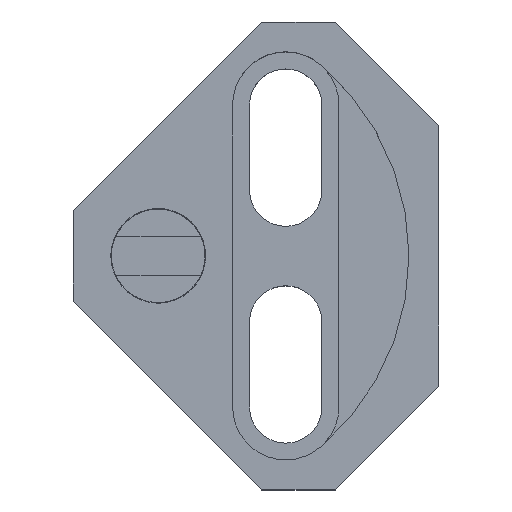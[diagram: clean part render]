
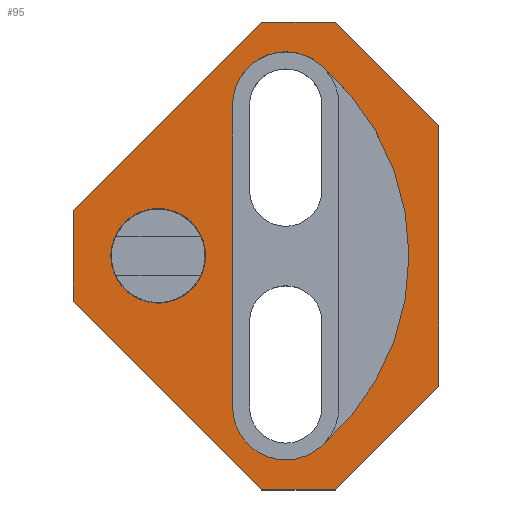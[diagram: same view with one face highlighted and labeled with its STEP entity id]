
A CAD part, top view. The second image highlights one B-rep face of the part: STEP entity #95.
In plain terms, the highlighted planar face has unit normal (0, 0, 1).
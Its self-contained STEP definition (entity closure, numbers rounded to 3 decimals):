
#95=ADVANCED_FACE('',(#238,#239,#240),#241,.T.);
#238=FACE_BOUND('',#433,.T.);
#239=FACE_BOUND('',#434,.T.);
#240=FACE_OUTER_BOUND('',#435,.T.);
#241=PLANE('',#436);
#433=EDGE_LOOP('',(#672,#673,#674,#675));
#434=EDGE_LOOP('',(#676,#677));
#435=EDGE_LOOP('',(#678,#679,#680,#681,#682,#683,#684,#685));
#436=AXIS2_PLACEMENT_3D('',#686,#687,#688);
#672=ORIENTED_EDGE('',*,*,#1220,.T.);
#673=ORIENTED_EDGE('',*,*,#1221,.T.);
#674=ORIENTED_EDGE('',*,*,#1222,.T.);
#675=ORIENTED_EDGE('',*,*,#1223,.T.);
#676=ORIENTED_EDGE('',*,*,#1213,.T.);
#677=ORIENTED_EDGE('',*,*,#1224,.T.);
#678=ORIENTED_EDGE('',*,*,#1225,.T.);
#679=ORIENTED_EDGE('',*,*,#1226,.F.);
#680=ORIENTED_EDGE('',*,*,#1227,.F.);
#681=ORIENTED_EDGE('',*,*,#1228,.F.);
#682=ORIENTED_EDGE('',*,*,#1229,.F.);
#683=ORIENTED_EDGE('',*,*,#1230,.F.);
#684=ORIENTED_EDGE('',*,*,#1231,.F.);
#685=ORIENTED_EDGE('',*,*,#1232,.F.);
#686=CARTESIAN_POINT('',(28.995,0.0,39.7));
#687=DIRECTION('',(0.0,0.0,1.0));
#688=DIRECTION('',(1.0,0.0,0.0));
#1213=EDGE_CURVE('',#1467,#1470,#1472,.T.);
#1220=EDGE_CURVE('',#1482,#1483,#1484,.T.);
#1221=EDGE_CURVE('',#1483,#1485,#1486,.T.);
#1222=EDGE_CURVE('',#1485,#1487,#1488,.T.);
#1223=EDGE_CURVE('',#1487,#1482,#1489,.T.);
#1224=EDGE_CURVE('',#1470,#1467,#1490,.T.);
#1225=EDGE_CURVE('',#1491,#1492,#1493,.T.);
#1226=EDGE_CURVE('',#1494,#1492,#1495,.T.);
#1227=EDGE_CURVE('',#1496,#1494,#1497,.T.);
#1228=EDGE_CURVE('',#1498,#1496,#1499,.T.);
#1229=EDGE_CURVE('',#1500,#1498,#1501,.T.);
#1230=EDGE_CURVE('',#1502,#1500,#1503,.T.);
#1231=EDGE_CURVE('',#1504,#1502,#1505,.T.);
#1232=EDGE_CURVE('',#1491,#1504,#1506,.T.);
#1467=VERTEX_POINT('',#1815);
#1470=VERTEX_POINT('',#1819);
#1472=CIRCLE('',#1822,11.147);
#1482=VERTEX_POINT('',#1834);
#1483=VERTEX_POINT('',#1835);
#1484=CIRCLE('',#1836,58.978);
#1485=VERTEX_POINT('',#1837);
#1486=CIRCLE('',#1838,12.5);
#1487=VERTEX_POINT('',#1839);
#1488=LINE('',#1840,#1841);
#1489=CIRCLE('',#1842,12.5);
#1490=CIRCLE('',#1843,11.147);
#1491=VERTEX_POINT('',#1844);
#1492=VERTEX_POINT('',#1845);
#1493=LINE('',#1846,#1847);
#1494=VERTEX_POINT('',#1848);
#1495=LINE('',#1849,#1850);
#1496=VERTEX_POINT('',#1851);
#1497=LINE('',#1852,#1853);
#1498=VERTEX_POINT('',#1854);
#1499=LINE('',#1855,#1856);
#1500=VERTEX_POINT('',#1857);
#1501=LINE('',#1858,#1859);
#1502=VERTEX_POINT('',#1860);
#1503=LINE('',#1861,#1862);
#1504=VERTEX_POINT('',#1863);
#1505=LINE('',#1864,#1865);
#1506=LINE('',#1866,#1867);
#1815=CARTESIAN_POINT('',(11.147,0.,39.7));
#1819=CARTESIAN_POINT('',(-11.147,0.,39.7));
#1822=AXIS2_PLACEMENT_3D('',#2236,#2237,#2238);
#1834=CARTESIAN_POINT('',(38.068,45.047,39.7));
#1835=CARTESIAN_POINT('',(38.068,-45.047,39.7));
#1836=AXIS2_PLACEMENT_3D('',#2247,#2248,#2249);
#1837=CARTESIAN_POINT('',(17.5,-35.5,39.7));
#1838=AXIS2_PLACEMENT_3D('',#2250,#2251,#2252);
#1839=CARTESIAN_POINT('',(17.5,35.5,39.7));
#1840=CARTESIAN_POINT('',(17.5,-17.75,39.7));
#1841=VECTOR('',#2253,10.0);
#1842=AXIS2_PLACEMENT_3D('',#2254,#2255,#2256);
#1843=AXIS2_PLACEMENT_3D('',#2257,#2258,#2259);
#1844=CARTESIAN_POINT('',(66.,-30.64,39.7));
#1845=CARTESIAN_POINT('',(66.,30.64,39.7));
#1846=CARTESIAN_POINT('',(66.,-13.5,39.7));
#1847=VECTOR('',#2260,10.0);
#1848=CARTESIAN_POINT('',(41.64,55.,39.7));
#1849=CARTESIAN_POINT('',(50.855,45.785,39.7));
#1850=VECTOR('',#2261,10.0);
#1851=CARTESIAN_POINT('',(24.36,55.,39.7));
#1852=CARTESIAN_POINT('',(23.93,55.,39.7));
#1853=VECTOR('',#2262,10.0);
#1854=CARTESIAN_POINT('',(-20.,10.64,39.7));
#1855=CARTESIAN_POINT('',(-11.785,18.855,39.7));
#1856=VECTOR('',#2263,10.0);
#1857=CARTESIAN_POINT('',(-20.,-10.64,39.7));
#1858=CARTESIAN_POINT('',(-20.,-5.32,39.7));
#1859=VECTOR('',#2264,10.0);
#1860=CARTESIAN_POINT('',(24.36,-55.,39.7));
#1861=CARTESIAN_POINT('',(10.395,-41.035,39.7));
#1862=VECTOR('',#2265,10.0);
#1863=CARTESIAN_POINT('',(41.64,-55.,39.7));
#1864=CARTESIAN_POINT('',(32.57,-55.,39.7));
#1865=VECTOR('',#2266,10.0);
#1866=CARTESIAN_POINT('',(63.035,-33.605,39.7));
#1867=VECTOR('',#2267,10.0);
#2236=CARTESIAN_POINT('',(0.,0.,39.7));
#2237=DIRECTION('',(0.0,0.0,-1.0));
#2238=DIRECTION('',(1.0,0.,0.0));
#2247=CARTESIAN_POINT('',(0.,0.,39.7));
#2248=DIRECTION('',(0.0,-0.0,-1.0));
#2249=DIRECTION('',(0.645,-0.764,0.0));
#2250=CARTESIAN_POINT('',(30.0,-35.5,39.7));
#2251=DIRECTION('',(-0.0,0.0,-1.0));
#2252=DIRECTION('',(-1.0,0.0,0.0));
#2253=DIRECTION('',(0.,1.0,0.0));
#2254=CARTESIAN_POINT('',(30.0,35.5,39.7));
#2255=DIRECTION('',(0.0,0.0,-1.0));
#2256=DIRECTION('',(1.0,0.0,0.0));
#2257=CARTESIAN_POINT('',(0.,0.,39.7));
#2258=DIRECTION('',(0.0,0.0,-1.0));
#2259=DIRECTION('',(1.0,0.,0.0));
#2260=DIRECTION('',(0.0,1.0,0.0));
#2261=DIRECTION('',(0.707,-0.707,0.0));
#2262=DIRECTION('',(1.0,0.,0.0));
#2263=DIRECTION('',(0.707,0.707,0.0));
#2264=DIRECTION('',(0.0,1.0,0.0));
#2265=DIRECTION('',(-0.707,0.707,0.0));
#2266=DIRECTION('',(-1.0,0.0,0.0));
#2267=DIRECTION('',(-0.707,-0.707,0.0));
